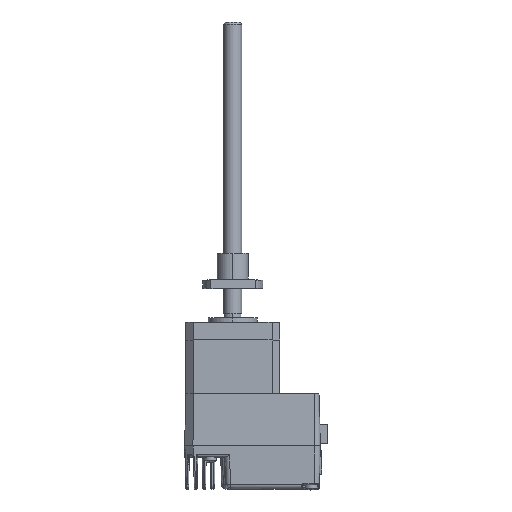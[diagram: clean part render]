
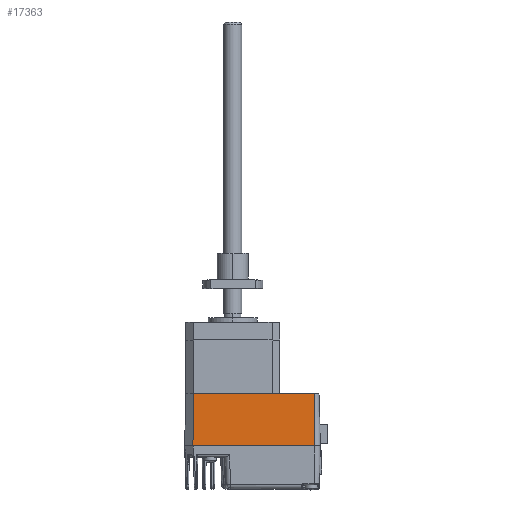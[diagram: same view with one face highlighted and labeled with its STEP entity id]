
A CAD part, top view. The second image highlights one B-rep face of the part: STEP entity #17363.
In plain terms, the highlighted planar face has unit normal (0, 0.026, 1).
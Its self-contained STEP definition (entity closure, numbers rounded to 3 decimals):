
#241 = VECTOR ( 'NONE', #4814, 1000. ) ;
#626 = CARTESIAN_POINT ( 'NONE',  ( -14.081, -50.908, 75.65 ) ) ;
#657 = LINE ( 'NONE', #626, #241 ) ;
#2501 = CARTESIAN_POINT ( 'NONE',  ( -14.081, -50.908, 75.65 ) ) ;
#2688 = EDGE_CURVE ( 'NONE', #17428, #13988, #12392, .T. ) ;
#2819 = LINE ( 'NONE', #8075, #9826 ) ;
#3012 = ORIENTED_EDGE ( 'NONE', *, *, #16993, .T. ) ;
#3098 = VERTEX_POINT ( 'NONE', #4240 ) ;
#3438 = ORIENTED_EDGE ( 'NONE', *, *, #2688, .T. ) ;
#3791 = DIRECTION ( 'NONE',  ( 0., 1., -0.026 ) ) ;
#4106 = EDGE_LOOP ( 'NONE', ( #12306, #3012, #14351, #3438 ) ) ;
#4236 = CARTESIAN_POINT ( 'NONE',  ( 40.319, -50.908, 75.65 ) ) ;
#4240 = CARTESIAN_POINT ( 'NONE',  ( -14.336, -74.408, 76.265 ) ) ;
#4814 = DIRECTION ( 'NONE',  ( -1., 0., 0. ) ) ;
#5353 = DIRECTION ( 'NONE',  ( 0., -1., 0.026 ) ) ;
#7358 = EDGE_CURVE ( 'NONE', #13988, #8700, #657, .T. ) ;
#8056 = CARTESIAN_POINT ( 'NONE',  ( 40.319, -50.908, 75.65 ) ) ;
#8075 = CARTESIAN_POINT ( 'NONE',  ( -14.081, -50.908, 75.65 ) ) ;
#8238 = VECTOR ( 'NONE', #3791, 1000. ) ;
#8635 = EDGE_CURVE ( 'NONE', #3098, #17428, #11944, .T. ) ;
#8700 = VERTEX_POINT ( 'NONE', #10060 ) ;
#9538 = PLANE ( 'NONE',  #10399 ) ;
#9826 = VECTOR ( 'NONE', #13624, 1000. ) ;
#10060 = CARTESIAN_POINT ( 'NONE',  ( -14.081, -50.908, 75.65 ) ) ;
#10399 = AXIS2_PLACEMENT_3D ( 'NONE', #2501, #13727, #5353 ) ;
#11205 = CARTESIAN_POINT ( 'NONE',  ( -14.081, -74.408, 76.265 ) ) ;
#11944 = LINE ( 'NONE', #11205, #12388 ) ;
#12306 = ORIENTED_EDGE ( 'NONE', *, *, #7358, .T. ) ;
#12388 = VECTOR ( 'NONE', #13983, 1000. ) ;
#12389 = CARTESIAN_POINT ( 'NONE',  ( 40.319, -74.408, 76.265 ) ) ;
#12392 = LINE ( 'NONE', #8056, #8238 ) ;
#13624 = DIRECTION ( 'NONE',  ( -0.011, -1., 0.026 ) ) ;
#13727 = DIRECTION ( 'NONE',  ( 0., 0.026, 1. ) ) ;
#13983 = DIRECTION ( 'NONE',  ( 1., 0., 0. ) ) ;
#13988 = VERTEX_POINT ( 'NONE', #4236 ) ;
#14351 = ORIENTED_EDGE ( 'NONE', *, *, #8635, .T. ) ;
#15690 = FACE_OUTER_BOUND ( 'NONE', #4106, .T. ) ;
#16993 = EDGE_CURVE ( 'NONE', #8700, #3098, #2819, .T. ) ;
#17363 = ADVANCED_FACE ( 'NONE', ( #15690 ), #9538, .T. ) ;
#17428 = VERTEX_POINT ( 'NONE', #12389 ) ;
